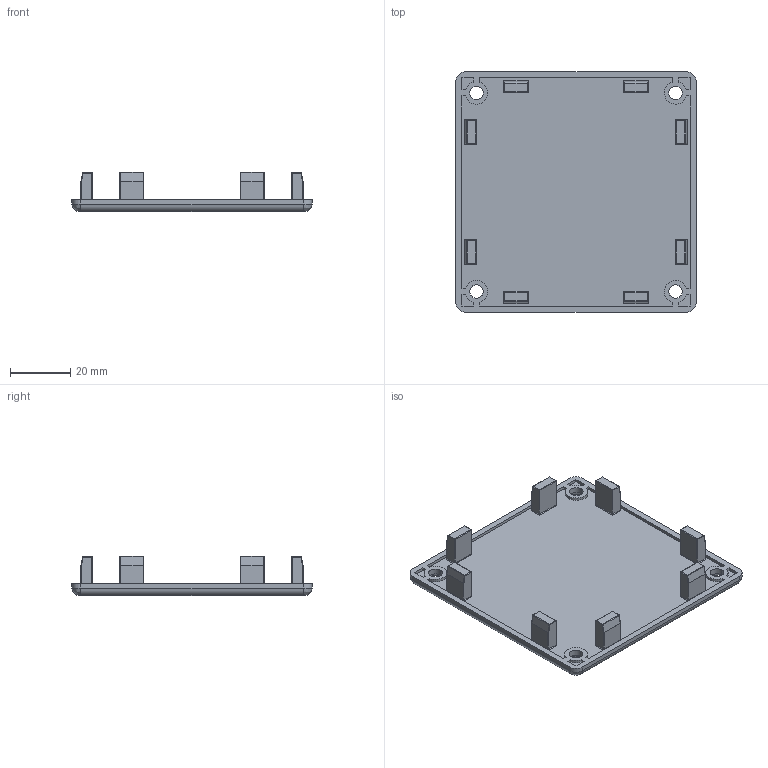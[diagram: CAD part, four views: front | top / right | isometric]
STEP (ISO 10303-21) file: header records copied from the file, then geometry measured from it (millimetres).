
FILE_DESCRIPTION (( 'STEP AP214' ), '1' );
FILE_NAME ('7818100', '2019-01-30T09:42:31', ( '' ), ('JUGARD+KÜNSTNER GmbH'), 'SwSTEP 2.0', 'SolidWorks 2017', '' );
FILE_SCHEMA (( 'AUTOMOTIVE_DESIGN' ));
Length unit declared in the file: millimetre
Products named in the file (1): 7818100
Bounding box: 80 x 80 x 13 mm (x, y, z)
Volume: 21399.6 mm3; surface area: 16068.7 mm2
Topology: 1 solids, 1 shells, 329 faces, 754 edges, 404 vertices
Faces by surface type: cylinder 154, plane 91, bspline 84
Entity records: 9762 total; most frequent: CARTESIAN_POINT 2816, DIRECTION 1478, ORIENTED_EDGE 1428, EDGE_CURVE 714, AXIS2_PLACEMENT_3D 554, VERTEX_POINT 404, VECTOR 370, LINE 370
